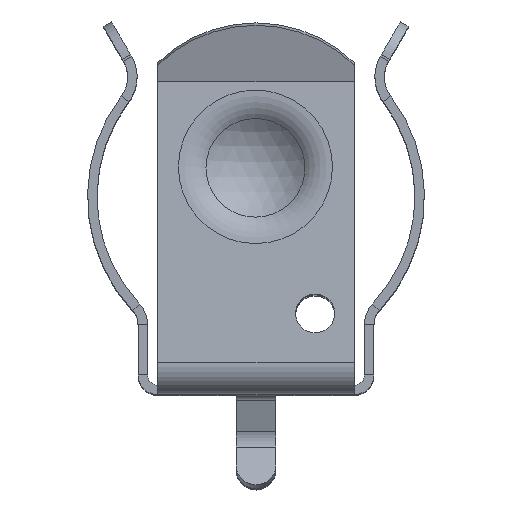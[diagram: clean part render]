
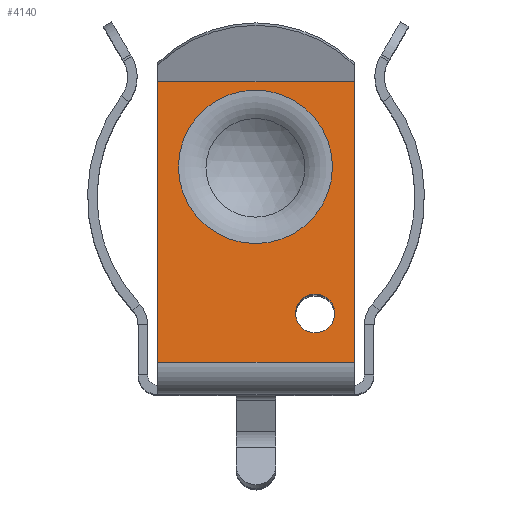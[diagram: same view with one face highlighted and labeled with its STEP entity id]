
A CAD part, top view. The second image highlights one B-rep face of the part: STEP entity #4140.
In plain terms, the highlighted planar face has unit normal (0, 0.087, 0.996).
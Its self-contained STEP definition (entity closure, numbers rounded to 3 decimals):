
#117=FACE_BOUND('',#777,.T.);
#118=FACE_BOUND('',#778,.T.);
#267=CIRCLE('',#4572,0.787);
#268=CIRCLE('',#4573,3.11);
#498=FACE_OUTER_BOUND('',#776,.T.);
#776=EDGE_LOOP('',(#3505,#3506,#3507,#3508));
#777=EDGE_LOOP('',(#3509));
#778=EDGE_LOOP('',(#3510));
#1065=LINE('',#6602,#1477);
#1189=LINE('',#6953,#1601);
#1190=LINE('',#6956,#1602);
#1193=LINE('',#6960,#1605);
#1477=VECTOR('',#5346,1000.);
#1601=VECTOR('',#5708,1000.);
#1602=VECTOR('',#5713,1000.);
#1605=VECTOR('',#5718,1000.);
#1849=VERTEX_POINT('',#6599);
#1850=VERTEX_POINT('',#6601);
#1957=VERTEX_POINT('',#6943);
#1958=VERTEX_POINT('',#6949);
#1959=VERTEX_POINT('',#6962);
#1960=VERTEX_POINT('',#6964);
#2307=EDGE_CURVE('',#1850,#1849,#1065,.T.);
#2489=EDGE_CURVE('',#1957,#1958,#1189,.T.);
#2490=EDGE_CURVE('',#1849,#1958,#1190,.T.);
#2493=EDGE_CURVE('',#1957,#1850,#1193,.T.);
#2494=EDGE_CURVE('',#1959,#1959,#267,.T.);
#2495=EDGE_CURVE('',#1960,#1960,#268,.T.);
#3505=ORIENTED_EDGE('',*,*,#2493,.T.);
#3506=ORIENTED_EDGE('',*,*,#2307,.T.);
#3507=ORIENTED_EDGE('',*,*,#2490,.T.);
#3508=ORIENTED_EDGE('',*,*,#2489,.F.);
#3509=ORIENTED_EDGE('',*,*,#2494,.T.);
#3510=ORIENTED_EDGE('',*,*,#2495,.F.);
#3899=PLANE('',#4571);
#4140=ADVANCED_FACE('',(#498,#117,#118),#3899,.F.);
#4571=AXIS2_PLACEMENT_3D('',#6961,#5719,#5720);
#4572=AXIS2_PLACEMENT_3D('',#6963,#5721,#5722);
#4573=AXIS2_PLACEMENT_3D('',#6965,#5723,#5724);
#5346=DIRECTION('',(-1.,0.,0.));
#5708=DIRECTION('',(-1.,0.,0.));
#5713=DIRECTION('',(0.,-0.996,0.087));
#5718=DIRECTION('',(0.,0.996,-0.087));
#5719=DIRECTION('center_axis',(0.,-0.087,
-0.996));
#5720=DIRECTION('ref_axis',(0.,0.996,-0.087));
#5721=DIRECTION('center_axis',(0.,-0.087,
-0.996));
#5722=DIRECTION('ref_axis',(0.,0.996,-0.087));
#5723=DIRECTION('center_axis',(0.,0.087,
0.996));
#5724=DIRECTION('ref_axis',(-0.003,0.996,-0.087));
#6599=CARTESIAN_POINT('',(-3.962,12.626,24.909));
#6601=CARTESIAN_POINT('',(3.962,12.626,24.909));
#6602=CARTESIAN_POINT('',(-3.962,12.626,24.909));
#6943=CARTESIAN_POINT('',(3.962,1.298,25.9));
#6949=CARTESIAN_POINT('',(-3.962,1.298,25.9));
#6953=CARTESIAN_POINT('',(-3.962,1.298,25.9));
#6956=CARTESIAN_POINT('',(-3.962,0.414,25.978));
#6960=CARTESIAN_POINT('',(3.962,12.626,24.909));
#6961=CARTESIAN_POINT('Origin',(-3.962,0.414,25.978));
#6962=CARTESIAN_POINT('',(2.388,4.059,25.659));
#6963=CARTESIAN_POINT('Origin',(2.388,3.275,25.728));
#6964=CARTESIAN_POINT('',(-0.013,6.096,25.481));
#6965=CARTESIAN_POINT('Origin',(-0.021,9.194,25.21));
